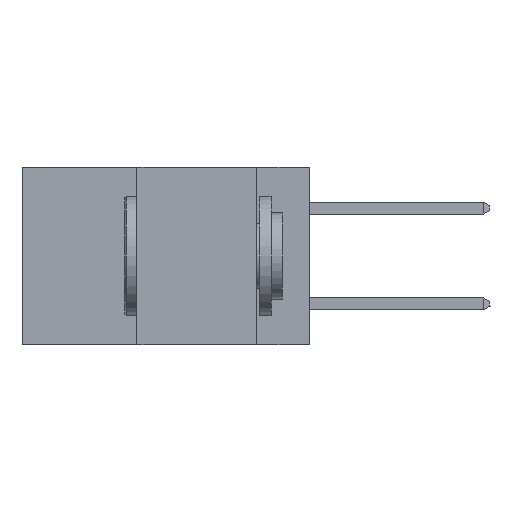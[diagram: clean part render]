
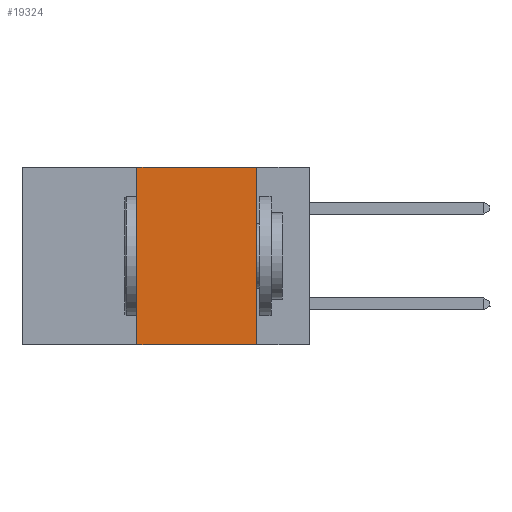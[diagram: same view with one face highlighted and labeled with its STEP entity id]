
A CAD part, left-side view. The second image highlights one B-rep face of the part: STEP entity #19324.
In plain terms, the highlighted planar face has unit normal (-1, 0, 0).
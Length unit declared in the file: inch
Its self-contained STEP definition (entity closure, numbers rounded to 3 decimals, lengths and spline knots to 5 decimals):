
#158 = CARTESIAN_POINT ( 'NONE',  ( 0., 0.11, 0. ) ) ;
#549 = DIRECTION ( 'NONE',  ( 0., 0., -1. ) ) ;
#653 = DIRECTION ( 'NONE',  ( 1., 0., 0. ) ) ;
#1472 = CARTESIAN_POINT ( 'NONE',  ( 0., 0.6, -0.37 ) ) ;
#2120 = PLANE ( 'NONE',  #9203 ) ;
#2878 = CARTESIAN_POINT ( 'NONE',  ( 0., 0.11, -0.37 ) ) ;
#2889 = EDGE_CURVE ( 'NONE', #13641, #23777, #14343, .T. ) ;
#3382 = LINE ( 'NONE', #15431, #4004 ) ;
#4004 = VECTOR ( 'NONE', #9196, 39.37008 ) ;
#4981 = LINE ( 'NONE', #1472, #16782 ) ;
#6444 = VECTOR ( 'NONE', #16936, 39.37008 ) ;
#9196 = DIRECTION ( 'NONE',  ( 0., 0., 1. ) ) ;
#9203 = AXIS2_PLACEMENT_3D ( 'NONE', #19467, #653, #549 ) ;
#10705 = ORIENTED_EDGE ( 'NONE', *, *, #24173, .F. ) ;
#11884 = EDGE_CURVE ( 'NONE', #16574, #23777, #4981, .T. ) ;
#11987 = DIRECTION ( 'NONE',  ( 0., -1., 0. ) ) ;
#13072 = CARTESIAN_POINT ( 'NONE',  ( 0., 0.36, -0.37 ) ) ;
#13405 = CARTESIAN_POINT ( 'NONE',  ( 0., 0.11, 0. ) ) ;
#13513 = ORIENTED_EDGE ( 'NONE', *, *, #11884, .T. ) ;
#13641 = VERTEX_POINT ( 'NONE', #13405 ) ;
#13744 = ORIENTED_EDGE ( 'NONE', *, *, #22418, .F. ) ;
#14343 = LINE ( 'NONE', #158, #6444 ) ;
#15431 = CARTESIAN_POINT ( 'NONE',  ( 0., 0.36, 0. ) ) ;
#16574 = VERTEX_POINT ( 'NONE', #13072 ) ;
#16684 = FACE_OUTER_BOUND ( 'NONE', #19132, .T. ) ;
#16782 = VECTOR ( 'NONE', #11987, 39.37008 ) ;
#16936 = DIRECTION ( 'NONE',  ( 0., 0., -1. ) ) ;
#17839 = CARTESIAN_POINT ( 'NONE',  ( 0., 0.6, 0. ) ) ;
#18210 = DIRECTION ( 'NONE',  ( 0., -1., 0. ) ) ;
#19132 = EDGE_LOOP ( 'NONE', ( #24377, #10705, #13744, #13513 ) ) ;
#19324 = ADVANCED_FACE ( 'NONE', ( #16684 ), #2120, .F. ) ;
#19467 = CARTESIAN_POINT ( 'NONE',  ( 0., 0.6, 0. ) ) ;
#21422 = VERTEX_POINT ( 'NONE', #24735 ) ;
#22418 = EDGE_CURVE ( 'NONE', #16574, #21422, #3382, .T. ) ;
#23503 = LINE ( 'NONE', #17839, #27094 ) ;
#23777 = VERTEX_POINT ( 'NONE', #2878 ) ;
#24173 = EDGE_CURVE ( 'NONE', #21422, #13641, #23503, .T. ) ;
#24377 = ORIENTED_EDGE ( 'NONE', *, *, #2889, .F. ) ;
#24735 = CARTESIAN_POINT ( 'NONE',  ( 0., 0.36, 0. ) ) ;
#27094 = VECTOR ( 'NONE', #18210, 39.37008 ) ;
